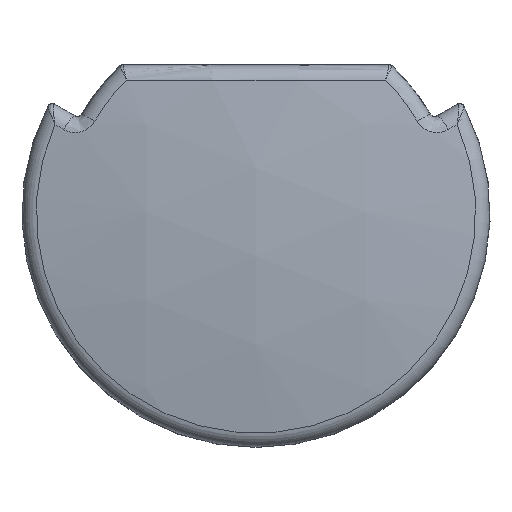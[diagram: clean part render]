
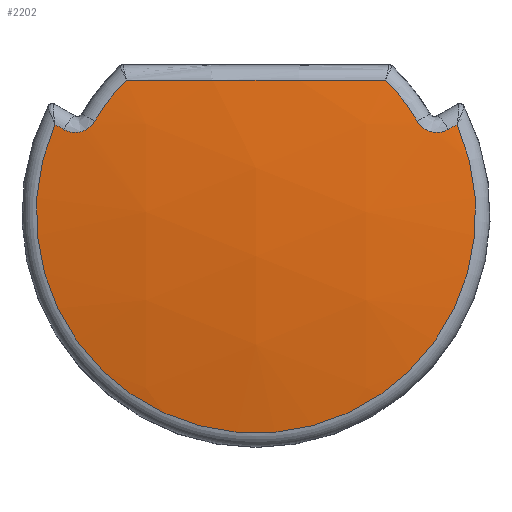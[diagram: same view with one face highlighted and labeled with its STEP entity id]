
A CAD part, top view. The second image highlights one B-rep face of the part: STEP entity #2202.
In plain terms, the highlighted spherical face has radius 74.5 mm.
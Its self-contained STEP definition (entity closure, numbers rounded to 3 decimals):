
#396=B_SPLINE_CURVE_WITH_KNOTS('',3,(#3966,#3967,#3968,#3969,#3970,#3971,
#3972,#3973,#3974,#3975,#3976,#3977,#3978,#3979,#3980,#3981,#3982,#3983,
#3984,#3985,#3986,#3987,#3988,#3989,#3990,#3991,#3992,#3993,#3994,#3995,
#3996),.UNSPECIFIED.,.F.,.F.,(4,3,3,3,3,3,3,3,3,3,4),(0.,0.,
0.,0.001,0.001,0.001,
0.002,0.002,0.002,0.002,
0.002),.UNSPECIFIED.);
#397=B_SPLINE_CURVE_WITH_KNOTS('',3,(#4001,#4002,#4003,#4004,#4005,#4006,
#4007,#4008,#4009,#4010,#4011,#4012,#4013,#4014,#4015,#4016,#4017,#4018,
#4019,#4020,#4021,#4022,#4023,#4024,#4025,#4026,#4027,#4028,#4029,#4030,
#4031,#4032,#4033,#4034,#4035,#4036,#4037,#4038,#4039,#4040),
 .UNSPECIFIED.,.F.,.F.,(4,3,3,3,3,3,3,3,3,3,3,3,3,4),(0.,0.,
0.,0.001,0.001,0.001,
0.001,0.002,0.002,0.002,
0.002,0.002,0.002,0.002),
 .UNSPECIFIED.);
#439=SPHERICAL_SURFACE('',#2415,74.5);
#446=FACE_OUTER_BOUND('',#608,.T.);
#608=EDGE_LOOP('',(#1526,#1527,#1528,#1529,#1530,#1531,#1532,#1533));
#787=CIRCLE('',#2409,73.752);
#789=CIRCLE('',#2413,13.143);
#791=CIRCLE('',#2416,11.104);
#792=CIRCLE('',#2417,74.491);
#793=CIRCLE('',#2418,74.491);
#794=CIRCLE('',#2419,11.104);
#965=VERTEX_POINT('',#3725);
#966=VERTEX_POINT('',#3726);
#971=VERTEX_POINT('',#3816);
#972=VERTEX_POINT('',#3817);
#975=VERTEX_POINT('',#3963);
#976=VERTEX_POINT('',#3965);
#977=VERTEX_POINT('',#3998);
#978=VERTEX_POINT('',#4000);
#1164=EDGE_CURVE('',#965,#966,#787,.T.);
#1170=EDGE_CURVE('',#971,#972,#789,.T.);
#1174=EDGE_CURVE('',#966,#975,#791,.T.);
#1175=EDGE_CURVE('',#975,#976,#396,.T.);
#1176=EDGE_CURVE('',#976,#971,#792,.T.);
#1177=EDGE_CURVE('',#972,#977,#793,.T.);
#1178=EDGE_CURVE('',#977,#978,#397,.T.);
#1179=EDGE_CURVE('',#978,#965,#794,.T.);
#1526=ORIENTED_EDGE('',*,*,#1164,.T.);
#1527=ORIENTED_EDGE('',*,*,#1174,.T.);
#1528=ORIENTED_EDGE('',*,*,#1175,.T.);
#1529=ORIENTED_EDGE('',*,*,#1176,.T.);
#1530=ORIENTED_EDGE('',*,*,#1170,.T.);
#1531=ORIENTED_EDGE('',*,*,#1177,.T.);
#1532=ORIENTED_EDGE('',*,*,#1178,.T.);
#1533=ORIENTED_EDGE('',*,*,#1179,.T.);
#2202=ADVANCED_FACE('',(#446),#439,.T.);
#2409=AXIS2_PLACEMENT_3D('',#3727,#2742,#2743);
#2413=AXIS2_PLACEMENT_3D('',#3818,#2750,#2751);
#2415=AXIS2_PLACEMENT_3D('',#3962,#2754,#2755);
#2416=AXIS2_PLACEMENT_3D('',#3964,#2756,#2757);
#2417=AXIS2_PLACEMENT_3D('',#3997,#2758,#2759);
#2418=AXIS2_PLACEMENT_3D('',#3999,#2760,#2761);
#2419=AXIS2_PLACEMENT_3D('',#4041,#2762,#2763);
#2742=DIRECTION('center_axis',(0.,-0.999,
-0.035));
#2743=DIRECTION('ref_axis',(0.,0.035,-0.999));
#2750=DIRECTION('center_axis',(0.,0.,1.));
#2751=DIRECTION('ref_axis',(-1.,0.,0.));
#2754=DIRECTION('center_axis',(1.,0.,0.));
#2755=DIRECTION('ref_axis',(0.,-1.,0.));
#2756=DIRECTION('center_axis',(0.,0.,1.));
#2757=DIRECTION('ref_axis',(-1.,0.,0.));
#2758=DIRECTION('center_axis',(-0.5,-0.865,-0.035));
#2759=DIRECTION('ref_axis',(0.866,-0.5,0.));
#2760=DIRECTION('center_axis',(0.5,-0.865,-0.035));
#2761=DIRECTION('ref_axis',(0.866,0.5,0.));
#2762=DIRECTION('center_axis',(0.,0.,1.));
#2763=DIRECTION('ref_axis',(-1.,0.,0.));
#3725=CARTESIAN_POINT('',(7.74,7.962,2.268));
#3726=CARTESIAN_POINT('',(-7.74,7.962,2.268));
#3727=CARTESIAN_POINT('Origin',(0.,10.521,-71.033));
#3816=CARTESIAN_POINT('',(-12.018,5.319,1.932));
#3817=CARTESIAN_POINT('',(12.018,5.319,1.932));
#3818=CARTESIAN_POINT('Origin',(0.,0.,1.932));
#3962=CARTESIAN_POINT('Origin',(0.,0.,-71.4));
#3963=CARTESIAN_POINT('',(-9.639,5.512,2.268));
#3964=CARTESIAN_POINT('Origin',(0.,0.,2.268));
#3965=CARTESIAN_POINT('',(-11.5,5.015,2.036));
#3966=CARTESIAN_POINT('Ctrl Pts',(-9.639,5.512,2.268));
#3967=CARTESIAN_POINT('Ctrl Pts',(-9.672,5.454,2.268));
#3968=CARTESIAN_POINT('Ctrl Pts',(-9.709,5.399,2.267));
#3969=CARTESIAN_POINT('Ctrl Pts',(-9.751,5.347,2.265));
#3970=CARTESIAN_POINT('Ctrl Pts',(-9.793,5.293,2.264));
#3971=CARTESIAN_POINT('Ctrl Pts',(-9.839,5.243,2.261));
#3972=CARTESIAN_POINT('Ctrl Pts',(-9.888,5.197,2.258));
#3973=CARTESIAN_POINT('Ctrl Pts',(-9.922,5.165,2.256));
#3974=CARTESIAN_POINT('Ctrl Pts',(-9.956,5.136,2.253));
#3975=CARTESIAN_POINT('Ctrl Pts',(-9.992,5.108,2.25));
#3976=CARTESIAN_POINT('Ctrl Pts',(-10.134,5.,2.238));
#3977=CARTESIAN_POINT('Ctrl Pts',(-10.299,4.919,2.221));
#3978=CARTESIAN_POINT('Ctrl Pts',(-10.471,4.874,2.199));
#3979=CARTESIAN_POINT('Ctrl Pts',(-10.557,4.852,2.188));
#3980=CARTESIAN_POINT('Ctrl Pts',(-10.647,4.837,2.177));
#3981=CARTESIAN_POINT('Ctrl Pts',(-10.735,4.832,2.164));
#3982=CARTESIAN_POINT('Ctrl Pts',(-10.824,4.827,2.151));
#3983=CARTESIAN_POINT('Ctrl Pts',(-10.912,4.83,2.138));
#3984=CARTESIAN_POINT('Ctrl Pts',(-11.,4.842,2.124));
#3985=CARTESIAN_POINT('Ctrl Pts',(-11.051,4.849,2.116));
#3986=CARTESIAN_POINT('Ctrl Pts',(-11.101,4.859,2.108));
#3987=CARTESIAN_POINT('Ctrl Pts',(-11.15,4.872,2.1));
#3988=CARTESIAN_POINT('Ctrl Pts',(-11.199,4.884,2.091));
#3989=CARTESIAN_POINT('Ctrl Pts',(-11.248,4.9,2.083));
#3990=CARTESIAN_POINT('Ctrl Pts',(-11.296,4.918,2.074));
#3991=CARTESIAN_POINT('Ctrl Pts',(-11.342,4.935,2.066));
#3992=CARTESIAN_POINT('Ctrl Pts',(-11.388,4.956,2.057));
#3993=CARTESIAN_POINT('Ctrl Pts',(-11.433,4.979,2.049));
#3994=CARTESIAN_POINT('Ctrl Pts',(-11.456,4.99,2.045));
#3995=CARTESIAN_POINT('Ctrl Pts',(-11.478,5.002,2.04));
#3996=CARTESIAN_POINT('Ctrl Pts',(-11.5,5.015,2.036));
#3997=CARTESIAN_POINT('Origin',(0.578,1.001,-71.36));
#3998=CARTESIAN_POINT('',(11.5,5.015,2.036));
#3999=CARTESIAN_POINT('Origin',(-0.578,1.001,-71.36));
#4000=CARTESIAN_POINT('',(9.639,5.512,2.268));
#4001=CARTESIAN_POINT('Ctrl Pts',(11.5,5.015,2.036));
#4002=CARTESIAN_POINT('Ctrl Pts',(11.453,4.988,2.045));
#4003=CARTESIAN_POINT('Ctrl Pts',(11.405,4.963,2.054));
#4004=CARTESIAN_POINT('Ctrl Pts',(11.355,4.942,2.064));
#4005=CARTESIAN_POINT('Ctrl Pts',(11.304,4.92,2.073));
#4006=CARTESIAN_POINT('Ctrl Pts',(11.251,4.901,2.082));
#4007=CARTESIAN_POINT('Ctrl Pts',(11.198,4.885,2.091));
#4008=CARTESIAN_POINT('Ctrl Pts',(11.145,4.869,2.1));
#4009=CARTESIAN_POINT('Ctrl Pts',(11.092,4.857,2.109));
#4010=CARTESIAN_POINT('Ctrl Pts',(11.037,4.848,2.118));
#4011=CARTESIAN_POINT('Ctrl Pts',(11.025,4.846,2.12));
#4012=CARTESIAN_POINT('Ctrl Pts',(11.012,4.844,2.122));
#4013=CARTESIAN_POINT('Ctrl Pts',(10.999,4.842,2.124));
#4014=CARTESIAN_POINT('Ctrl Pts',(10.824,4.818,2.152));
#4015=CARTESIAN_POINT('Ctrl Pts',(10.642,4.829,2.178));
#4016=CARTESIAN_POINT('Ctrl Pts',(10.47,4.874,2.199));
#4017=CARTESIAN_POINT('Ctrl Pts',(10.384,4.897,2.21));
#4018=CARTESIAN_POINT('Ctrl Pts',(10.299,4.929,2.22));
#4019=CARTESIAN_POINT('Ctrl Pts',(10.219,4.968,2.228));
#4020=CARTESIAN_POINT('Ctrl Pts',(10.138,5.008,2.237));
#4021=CARTESIAN_POINT('Ctrl Pts',(10.063,5.054,2.244));
#4022=CARTESIAN_POINT('Ctrl Pts',(9.991,5.109,2.25));
#4023=CARTESIAN_POINT('Ctrl Pts',(9.962,5.132,2.252));
#4024=CARTESIAN_POINT('Ctrl Pts',(9.933,5.156,2.255));
#4025=CARTESIAN_POINT('Ctrl Pts',(9.905,5.182,2.257));
#4026=CARTESIAN_POINT('Ctrl Pts',(9.877,5.207,2.259));
#4027=CARTESIAN_POINT('Ctrl Pts',(9.85,5.234,2.26));
#4028=CARTESIAN_POINT('Ctrl Pts',(9.824,5.261,2.262));
#4029=CARTESIAN_POINT('Ctrl Pts',(9.814,5.272,2.262));
#4030=CARTESIAN_POINT('Ctrl Pts',(9.804,5.283,2.263));
#4031=CARTESIAN_POINT('Ctrl Pts',(9.795,5.293,2.263));
#4032=CARTESIAN_POINT('Ctrl Pts',(9.77,5.322,2.265));
#4033=CARTESIAN_POINT('Ctrl Pts',(9.746,5.352,2.266));
#4034=CARTESIAN_POINT('Ctrl Pts',(9.723,5.383,2.266));
#4035=CARTESIAN_POINT('Ctrl Pts',(9.701,5.413,2.267));
#4036=CARTESIAN_POINT('Ctrl Pts',(9.68,5.444,2.268));
#4037=CARTESIAN_POINT('Ctrl Pts',(9.66,5.477,2.268));
#4038=CARTESIAN_POINT('Ctrl Pts',(9.653,5.488,2.268));
#4039=CARTESIAN_POINT('Ctrl Pts',(9.646,5.5,2.268));
#4040=CARTESIAN_POINT('Ctrl Pts',(9.639,5.512,2.268));
#4041=CARTESIAN_POINT('Origin',(0.,0.,2.268));
